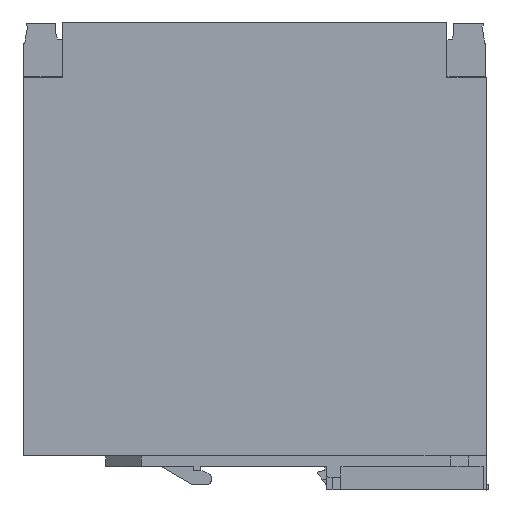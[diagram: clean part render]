
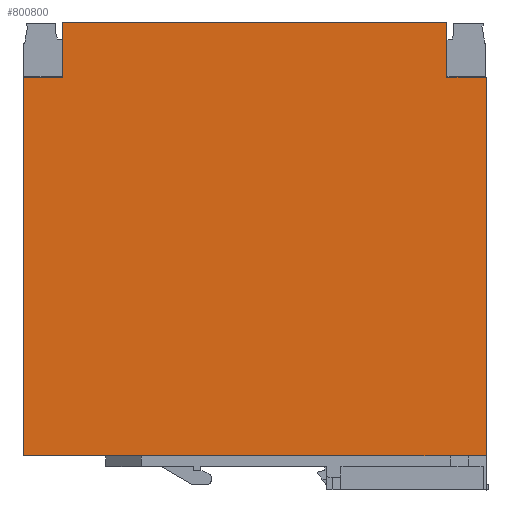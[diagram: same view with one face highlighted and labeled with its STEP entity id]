
A CAD part, left-side view. The second image highlights one B-rep face of the part: STEP entity #800800.
In plain terms, the highlighted face is planar.
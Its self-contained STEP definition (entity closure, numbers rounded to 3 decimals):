
#35830=CARTESIAN_POINT('',(-49.8,3.,
68.5));
#35840=VERTEX_POINT('',#35830);
#35870=CARTESIAN_POINT('',(15.35,3.,68.5));
#35880=DIRECTION('',(-1.,0.,0.));
#35890=VECTOR('',#35880,1.);
#35900=LINE('',#35870,#35890);
#35910=CARTESIAN_POINT('',(80.3,3.,
68.5));
#35920=VERTEX_POINT('',#35910);
#35930=EDGE_CURVE('',#35920,#35840,#35900,.T.);
#107670=CARTESIAN_POINT('',(80.3,64.,
68.5));
#107680=DIRECTION('',(0.,1.,0.));
#107690=VECTOR('',#107680,1.);
#107700=LINE('',#107670,#107690);
#107710=CARTESIAN_POINT('',(80.3,109.45,
68.5));
#107720=VERTEX_POINT('',#107710);
#107730=EDGE_CURVE('',#35920,#107720,#107700,.T.);
#404090=CARTESIAN_POINT('',(15.25,109.45,
68.5));
#404100=DIRECTION('',(1.,0.,0.));
#404110=VECTOR('',#404100,1.);
#404120=LINE('',#404090,#404110);
#404130=CARTESIAN_POINT('',(69.3,109.45,
68.5));
#404140=VERTEX_POINT('',#404130);
#404150=EDGE_CURVE('',#404140,#107720,#404120,.T.);
#407810=CARTESIAN_POINT('',(69.3,64.,
68.5));
#407820=DIRECTION('',(0.,-1.,0.));
#407830=VECTOR('',#407820,1.);
#407840=LINE('',#407810,#407830);
#407850=CARTESIAN_POINT('',(69.3,125.,68.5));
#407860=VERTEX_POINT('',#407850);
#407870=EDGE_CURVE('',#407860,#404140,#407840,.T.);
#420760=CARTESIAN_POINT('',(15.35,125.,68.5));
#420770=DIRECTION('',(1.,0.,0.));
#420780=VECTOR('',#420770,1.);
#420790=LINE('',#420760,#420780);
#420800=CARTESIAN_POINT('',(-38.8,125.,
68.5));
#420810=VERTEX_POINT('',#420800);
#420820=EDGE_CURVE('',#420810,#407860,#420790,.T.);
#423630=CARTESIAN_POINT('',(-38.8,64.,
68.5));
#423640=DIRECTION('',(0.,1.,0.));
#423650=VECTOR('',#423640,1.);
#423660=LINE('',#423630,#423650);
#423670=CARTESIAN_POINT('',(-38.8,109.45,
68.5));
#423680=VERTEX_POINT('',#423670);
#423690=EDGE_CURVE('',#423680,#420810,#423660,.T.);
#432290=CARTESIAN_POINT('',(15.25,109.45,
68.5));
#432300=DIRECTION('',(1.,0.,0.));
#432310=VECTOR('',#432300,1.);
#432320=LINE('',#432290,#432310);
#432330=CARTESIAN_POINT('',(-49.8,109.45,
68.5));
#432340=VERTEX_POINT('',#432330);
#432350=EDGE_CURVE('',#432340,#423680,#432320,.T.);
#504170=CARTESIAN_POINT('',(-49.8,64.,
68.5));
#504180=DIRECTION('',(0.,-1.,0.));
#504190=VECTOR('',#504180,1.);
#504200=LINE('',#504170,#504190);
#504210=EDGE_CURVE('',#432340,#35840,#504200,.T.);
#800650=CARTESIAN_POINT('',(15.25,63.925,
68.5));
#800660=DIRECTION('',(0.,0.,1.));
#800670=DIRECTION('',(1.,0.,0.));
#800680=AXIS2_PLACEMENT_3D('',#800650,#800660,#800670);
#800690=PLANE('',#800680);
#800700=ORIENTED_EDGE('',*,*,#504210,.T.);
#800710=ORIENTED_EDGE('',*,*,#432350,.F.);
#800720=ORIENTED_EDGE('',*,*,#423690,.F.);
#800730=ORIENTED_EDGE('',*,*,#420820,.F.);
#800740=ORIENTED_EDGE('',*,*,#407870,.F.);
#800750=ORIENTED_EDGE('',*,*,#404150,.F.);
#800760=ORIENTED_EDGE('',*,*,#107730,.T.);
#800770=ORIENTED_EDGE('',*,*,#35930,.F.);
#800780=EDGE_LOOP('',(#800770,#800760,#800750,#800740,#800730,#800720,
#800710,#800700));
#800790=FACE_OUTER_BOUND('',#800780,.T.);
#800800=ADVANCED_FACE('',(#800790),#800690,.T.);
